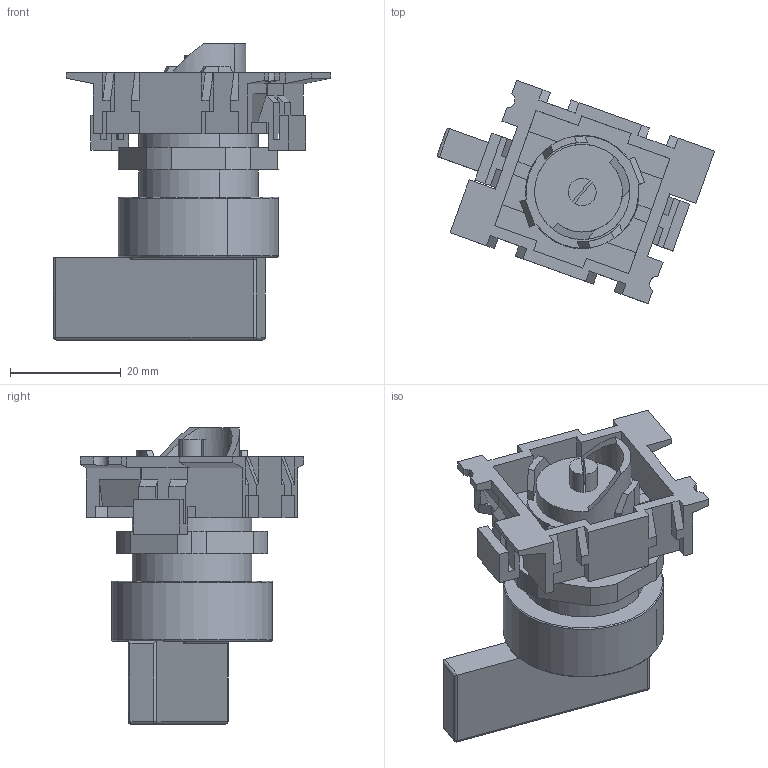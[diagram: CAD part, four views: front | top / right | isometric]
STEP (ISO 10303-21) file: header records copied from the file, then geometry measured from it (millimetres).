
FILE_DESCRIPTION (( 'STEP AP214' ), '1' );
FILE_NAME ('08_554_0.STEP', '2016-01-04T15:52:56', ( '' ), ( '' ), 'SwSTEP 2.0', 'SolidWorks 2016', '' );
FILE_SCHEMA (( 'AUTOMOTIVE_DESIGN' ));
Length unit declared in the file: millimetre
Products named in the file (1): 08_554_0
Bounding box: 50.06 x 40.38 x 53.5 mm (x, y, z)
Volume: 19641.3 mm3; surface area: 17127.6 mm2
Topology: 5 solids, 5 shells, 325 faces, 878 edges, 567 vertices
Faces by surface type: plane 243, cylinder 68, torus 8, sphere 4, bspline 2
Entity records: 13767 total; most frequent: CARTESIAN_POINT 1879, ORIENTED_EDGE 1748, DIRECTION 1666, EDGE_CURVE 874, LINE 686, VECTOR 686, VERTEX_POINT 567, AXIS2_PLACEMENT_3D 490
